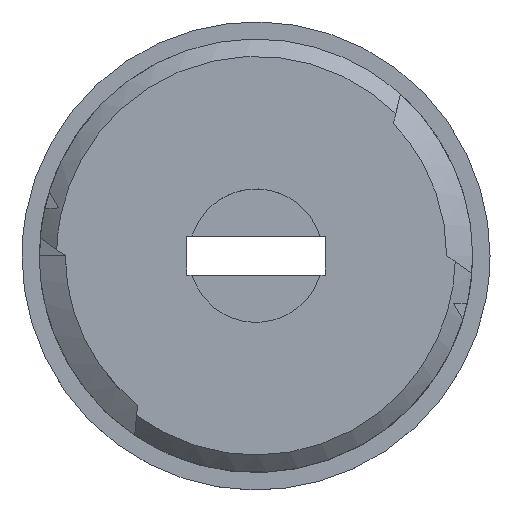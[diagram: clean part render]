
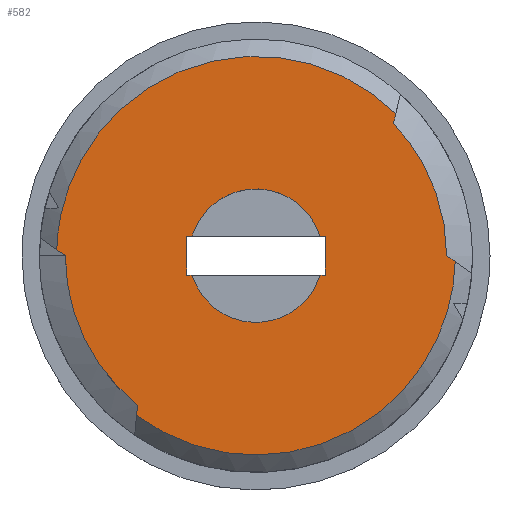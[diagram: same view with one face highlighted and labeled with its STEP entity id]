
A CAD part, top view. The second image highlights one B-rep face of the part: STEP entity #582.
In plain terms, the highlighted free-form (B-spline) face has degree [1, 1] with [2, 2] control points.
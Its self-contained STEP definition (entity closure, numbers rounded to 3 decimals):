
#582 = ADVANCED_FACE('',(#583,#643),#705,.T.);
#583 = FACE_BOUND('',#584,.T.);
#584 = EDGE_LOOP('',(#585,#595,#602,#609,#616,#624,#631,#638));
#585 = ORIENTED_EDGE('',*,*,#586,.F.);
#586 = EDGE_CURVE('',#587,#589,#591,.T.);
#587 = VERTEX_POINT('',#588);
#588 = CARTESIAN_POINT('',(4.386,1.34,0.));
#589 = VERTEX_POINT('',#590);
#590 = CARTESIAN_POINT('',(-4.386,1.34,0.));
#591 = ( BOUNDED_CURVE() B_SPLINE_CURVE(2,(#592,#593,#594),
.UNSPECIFIED.,.F.,.F.) B_SPLINE_CURVE_WITH_KNOTS((3,3),(0.297,
2.845),.PIECEWISE_BEZIER_KNOTS.) CURVE() 
GEOMETRIC_REPRESENTATION_ITEM() RATIONAL_B_SPLINE_CURVE((1.,
0.292,1.)) REPRESENTATION_ITEM('') );
#592 = CARTESIAN_POINT('',(4.386,1.34,0.));
#593 = CARTESIAN_POINT('',(0.,15.694,0.));
#594 = CARTESIAN_POINT('',(-4.386,1.34,0.));
#595 = ORIENTED_EDGE('',*,*,#596,.T.);
#596 = EDGE_CURVE('',#587,#597,#599,.T.);
#597 = VERTEX_POINT('',#598);
#598 = CARTESIAN_POINT('',(4.764,1.34,0.));
#599 = B_SPLINE_CURVE_WITH_KNOTS('',1,(#600,#601),.UNSPECIFIED.,.F.,.F.,
  (2,2),(7.682,8.),.PIECEWISE_BEZIER_KNOTS.);
#600 = CARTESIAN_POINT('',(4.386,1.34,0.));
#601 = CARTESIAN_POINT('',(4.764,1.34,0.));
#602 = ORIENTED_EDGE('',*,*,#603,.T.);
#603 = EDGE_CURVE('',#597,#604,#606,.T.);
#604 = VERTEX_POINT('',#605);
#605 = CARTESIAN_POINT('',(4.764,-1.34,0.));
#606 = B_SPLINE_CURVE_WITH_KNOTS('',1,(#607,#608),.UNSPECIFIED.,.F.,.F.,
  (2,2),(-2.25,-0.),.PIECEWISE_BEZIER_KNOTS.);
#607 = CARTESIAN_POINT('',(4.764,1.34,0.));
#608 = CARTESIAN_POINT('',(4.764,-1.34,0.));
#609 = ORIENTED_EDGE('',*,*,#610,.T.);
#610 = EDGE_CURVE('',#604,#611,#613,.T.);
#611 = VERTEX_POINT('',#612);
#612 = CARTESIAN_POINT('',(4.386,-1.34,0.));
#613 = B_SPLINE_CURVE_WITH_KNOTS('',1,(#614,#615),.UNSPECIFIED.,.F.,.F.,
  (2,2),(-8.,-7.682),.PIECEWISE_BEZIER_KNOTS.);
#614 = CARTESIAN_POINT('',(4.764,-1.34,0.));
#615 = CARTESIAN_POINT('',(4.386,-1.34,0.));
#616 = ORIENTED_EDGE('',*,*,#617,.F.);
#617 = EDGE_CURVE('',#618,#611,#620,.T.);
#618 = VERTEX_POINT('',#619);
#619 = CARTESIAN_POINT('',(-4.386,-1.34,0.));
#620 = ( BOUNDED_CURVE() B_SPLINE_CURVE(2,(#621,#622,#623),
.UNSPECIFIED.,.F.,.F.) B_SPLINE_CURVE_WITH_KNOTS((3,3),(3.438,
5.987),.PIECEWISE_BEZIER_KNOTS.) CURVE() 
GEOMETRIC_REPRESENTATION_ITEM() RATIONAL_B_SPLINE_CURVE((1.,
0.292,1.)) REPRESENTATION_ITEM('') );
#621 = CARTESIAN_POINT('',(-4.386,-1.34,0.));
#622 = CARTESIAN_POINT('',(0.,-15.694,0.));
#623 = CARTESIAN_POINT('',(4.386,-1.34,0.));
#624 = ORIENTED_EDGE('',*,*,#625,.T.);
#625 = EDGE_CURVE('',#618,#626,#628,.T.);
#626 = VERTEX_POINT('',#627);
#627 = CARTESIAN_POINT('',(-4.764,-1.34,0.));
#628 = B_SPLINE_CURVE_WITH_KNOTS('',1,(#629,#630),.UNSPECIFIED.,.F.,.F.,
  (2,2),(-0.318,-0.),.PIECEWISE_BEZIER_KNOTS.);
#629 = CARTESIAN_POINT('',(-4.386,-1.34,0.));
#630 = CARTESIAN_POINT('',(-4.764,-1.34,0.));
#631 = ORIENTED_EDGE('',*,*,#632,.T.);
#632 = EDGE_CURVE('',#626,#633,#635,.T.);
#633 = VERTEX_POINT('',#634);
#634 = CARTESIAN_POINT('',(-4.764,1.34,0.));
#635 = B_SPLINE_CURVE_WITH_KNOTS('',1,(#636,#637),.UNSPECIFIED.,.F.,.F.,
  (2,2),(0.,2.25),.PIECEWISE_BEZIER_KNOTS.);
#636 = CARTESIAN_POINT('',(-4.764,-1.34,0.));
#637 = CARTESIAN_POINT('',(-4.764,1.34,0.));
#638 = ORIENTED_EDGE('',*,*,#639,.T.);
#639 = EDGE_CURVE('',#633,#589,#640,.T.);
#640 = B_SPLINE_CURVE_WITH_KNOTS('',1,(#641,#642),.UNSPECIFIED.,.F.,.F.,
  (2,2),(0.,0.318),.PIECEWISE_BEZIER_KNOTS.);
#641 = CARTESIAN_POINT('',(-4.764,1.34,0.));
#642 = CARTESIAN_POINT('',(-4.386,1.34,0.));
#643 = FACE_BOUND('',#644,.T.);
#644 = EDGE_LOOP('',(#645,#655,#662,#670,#677,#685,#692,#700));
#645 = ORIENTED_EDGE('',*,*,#646,.T.);
#646 = EDGE_CURVE('',#647,#649,#651,.T.);
#647 = VERTEX_POINT('',#648);
#648 = CARTESIAN_POINT('',(9.606,9.765,0.));
#649 = VERTEX_POINT('',#650);
#650 = CARTESIAN_POINT('',(-13.692,0.413,0.));
#651 = ( BOUNDED_CURVE() B_SPLINE_CURVE(2,(#652,#653,#654),
.UNSPECIFIED.,.F.,.F.) B_SPLINE_CURVE_WITH_KNOTS((3,3),(0.794,
3.111),.PIECEWISE_BEZIER_KNOTS.) CURVE() 
GEOMETRIC_REPRESENTATION_ITEM() RATIONAL_B_SPLINE_CURVE((1.,
0.4,1.)) REPRESENTATION_ITEM('') );
#652 = CARTESIAN_POINT('',(9.606,9.765,0.));
#653 = CARTESIAN_POINT('',(-12.747,31.753,0.));
#654 = CARTESIAN_POINT('',(-13.692,0.413,0.));
#655 = ORIENTED_EDGE('',*,*,#656,.T.);
#656 = EDGE_CURVE('',#649,#657,#659,.T.);
#657 = VERTEX_POINT('',#658);
#658 = CARTESIAN_POINT('',(-13.102,0.,0.));
#659 = B_SPLINE_CURVE_WITH_KNOTS('',1,(#660,#661),.UNSPECIFIED.,.F.,.F.,
  (2,2),(-9.615,-9.011),.PIECEWISE_BEZIER_KNOTS.);
#660 = CARTESIAN_POINT('',(-13.692,0.413,0.));
#661 = CARTESIAN_POINT('',(-13.102,0.,0.));
#662 = ORIENTED_EDGE('',*,*,#663,.T.);
#663 = EDGE_CURVE('',#657,#664,#666,.T.);
#664 = VERTEX_POINT('',#665);
#665 = CARTESIAN_POINT('',(-8.142,-10.265,0.));
#666 = ( BOUNDED_CURVE() B_SPLINE_CURVE(2,(#667,#668,#669),
.UNSPECIFIED.,.F.,.F.) B_SPLINE_CURVE_WITH_KNOTS((3,3),(3.142,
4.042),.PIECEWISE_BEZIER_KNOTS.) CURVE() 
GEOMETRIC_REPRESENTATION_ITEM() RATIONAL_B_SPLINE_CURVE((1.,
0.9,1.)) REPRESENTATION_ITEM('') );
#667 = CARTESIAN_POINT('',(-13.102,0.,0.));
#668 = CARTESIAN_POINT('',(-13.102,-6.331,0.));
#669 = CARTESIAN_POINT('',(-8.142,-10.265,0.));
#670 = ORIENTED_EDGE('',*,*,#671,.T.);
#671 = EDGE_CURVE('',#664,#672,#674,.T.);
#672 = VERTEX_POINT('',#673);
#673 = CARTESIAN_POINT('',(-8.209,-10.966,0.));
#674 = B_SPLINE_CURVE_WITH_KNOTS('',1,(#675,#676),.UNSPECIFIED.,.F.,.F.,
  (2,2),(9.228,9.819),.PIECEWISE_BEZIER_KNOTS.);
#675 = CARTESIAN_POINT('',(-8.142,-10.265,0.));
#676 = CARTESIAN_POINT('',(-8.209,-10.966,0.));
#677 = ORIENTED_EDGE('',*,*,#678,.T.);
#678 = EDGE_CURVE('',#672,#679,#681,.T.);
#679 = VERTEX_POINT('',#680);
#680 = CARTESIAN_POINT('',(13.692,-0.413,0.));
#681 = ( BOUNDED_CURVE() B_SPLINE_CURVE(2,(#682,#683,#684),
.UNSPECIFIED.,.F.,.F.) B_SPLINE_CURVE_WITH_KNOTS((3,3),(4.07,
6.253),.PIECEWISE_BEZIER_KNOTS.) CURVE() 
GEOMETRIC_REPRESENTATION_ITEM() RATIONAL_B_SPLINE_CURVE((1.,
0.461,1.)) REPRESENTATION_ITEM('') );
#682 = CARTESIAN_POINT('',(-8.209,-10.966,0.));
#683 = CARTESIAN_POINT('',(12.897,-26.766,0.));
#684 = CARTESIAN_POINT('',(13.692,-0.413,0.));
#685 = ORIENTED_EDGE('',*,*,#686,.T.);
#686 = EDGE_CURVE('',#679,#687,#689,.T.);
#687 = VERTEX_POINT('',#688);
#688 = CARTESIAN_POINT('',(13.102,0.,0.));
#689 = B_SPLINE_CURVE_WITH_KNOTS('',1,(#690,#691),.UNSPECIFIED.,.F.,.F.,
  (2,2),(-9.615,-9.011),.PIECEWISE_BEZIER_KNOTS.);
#690 = CARTESIAN_POINT('',(13.692,-0.413,0.));
#691 = CARTESIAN_POINT('',(13.102,0.,0.));
#692 = ORIENTED_EDGE('',*,*,#693,.T.);
#693 = EDGE_CURVE('',#687,#694,#696,.T.);
#694 = VERTEX_POINT('',#695);
#695 = CARTESIAN_POINT('',(9.446,9.08,0.));
#696 = ( BOUNDED_CURVE() B_SPLINE_CURVE(2,(#697,#698,#699),
.UNSPECIFIED.,.F.,.F.) B_SPLINE_CURVE_WITH_KNOTS((3,3),(0.,
0.766),.PIECEWISE_BEZIER_KNOTS.) CURVE() 
GEOMETRIC_REPRESENTATION_ITEM() RATIONAL_B_SPLINE_CURVE((1.,
0.928,1.)) REPRESENTATION_ITEM('') );
#697 = CARTESIAN_POINT('',(13.102,0.,0.));
#698 = CARTESIAN_POINT('',(13.102,5.276,0.));
#699 = CARTESIAN_POINT('',(9.446,9.08,0.));
#700 = ORIENTED_EDGE('',*,*,#701,.T.);
#701 = EDGE_CURVE('',#694,#647,#702,.T.);
#702 = B_SPLINE_CURVE_WITH_KNOTS('',1,(#703,#704),.UNSPECIFIED.,.F.,.F.,
  (2,2),(9.228,9.819),.PIECEWISE_BEZIER_KNOTS.);
#703 = CARTESIAN_POINT('',(9.446,9.08,0.));
#704 = CARTESIAN_POINT('',(9.606,9.765,0.));
#705 = B_SPLINE_SURFACE_WITH_KNOTS('',1,1,(
    (#706,#707)
    ,(#708,#709
    )),.UNSPECIFIED.,.F.,.F.,.F.,(2,2),(2,2),(-11.495,
    11.495),(-11.5,11.5),.PIECEWISE_BEZIER_KNOTS.);
#706 = CARTESIAN_POINT('',(-13.692,-13.698,0.));
#707 = CARTESIAN_POINT('',(-13.692,13.698,0.));
#708 = CARTESIAN_POINT('',(13.692,-13.698,0.));
#709 = CARTESIAN_POINT('',(13.692,13.698,0.));
